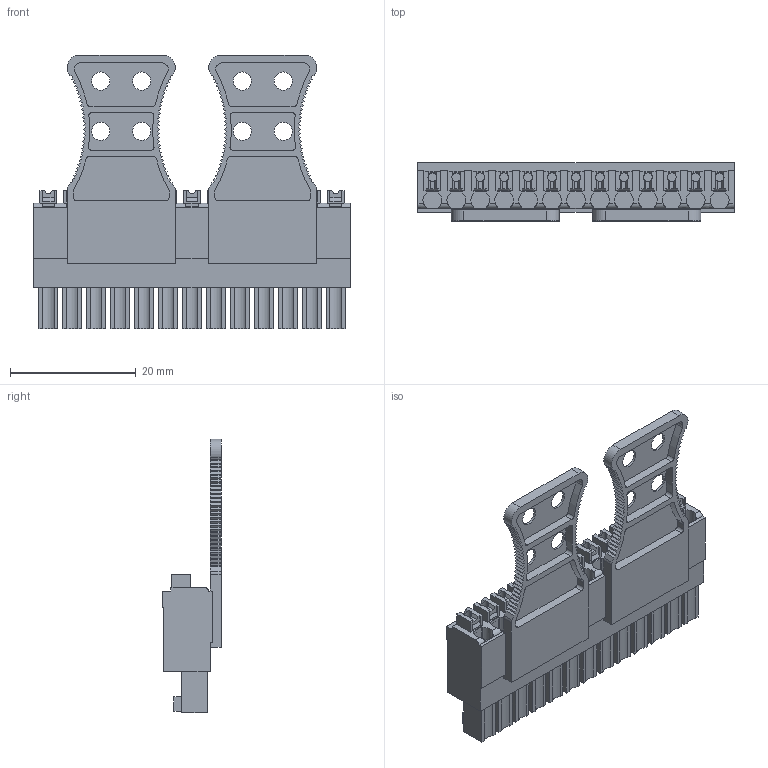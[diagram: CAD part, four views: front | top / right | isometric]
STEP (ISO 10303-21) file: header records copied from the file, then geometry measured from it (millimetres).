
FILE_DESCRIPTION(('CATIA V5 STEP Exchange','CAx-IF Rec.Pracs.--- Model Styling and Organization---1.2---2011-12-15'),'2;1');
FILE_NAME ('D1450030_0', '2018-09-11T12:13:18+00:00', ('none'), ('Weidmueller'), 'CATIA Version 5-6 Release 2014', 'CATIA V5 STEP AP214', 'none');
FILE_SCHEMA(('AUTOMOTIVE_DESIGN { 1 0 10303 214 1 1 1 1 }'));
Length unit declared in the file: millimetre
Products named in the file (1): 1235890000
Bounding box: 50.32 x 9.3 x 43.6 mm (x, y, z)
Volume: 7020 mm3; surface area: 7439.6 mm2
Topology: 16 solids, 16 shells, 976 faces, 2697 edges, 1798 vertices
Faces by surface type: plane 814, cylinder 136, cone 26
Entity records: 28789 total; most frequent: CARTESIAN_POINT 5512, ORIENTED_EDGE 5394, DIRECTION 3780, EDGE_CURVE 2697, VECTOR 2204, LINE 2204, VERTEX_POINT 1798, EDGE_LOOP 1037
